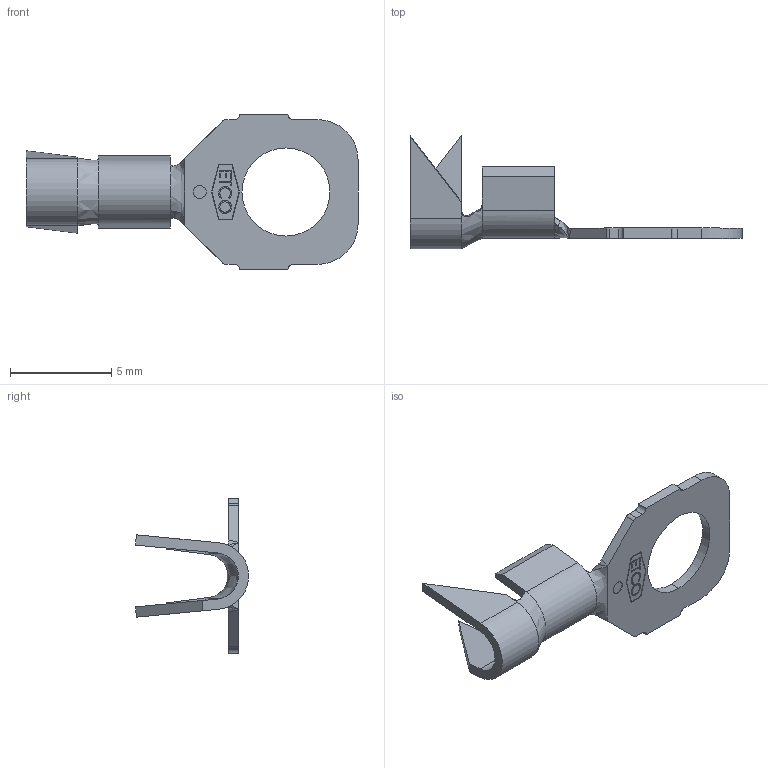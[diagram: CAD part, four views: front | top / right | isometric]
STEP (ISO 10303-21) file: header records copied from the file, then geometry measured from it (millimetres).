
FILE_DESCRIPTION (( 'STEP AP203' ), '1' );
FILE_NAME ('00608.STEP', '2015-02-05T20:25:43', ( '' ), ( '' ), 'SwSTEP 2.0', 'SolidWorks 2014', '' );
FILE_SCHEMA (( 'CONFIG_CONTROL_DESIGN' ));
Length unit declared in the file: inch
Products named in the file (1): 00608
Bounding box: 16.38 x 5.58 x 7.65 mm (x, y, z)
Volume: 49.5 mm3; surface area: 244.1 mm2
Topology: 1 solids, 1 shells, 159 faces, 423 edges, 274 vertices
Faces by surface type: plane 98, bspline 33, cylinder 20, cone 8
Entity records: 6496 total; most frequent: CARTESIAN_POINT 2704, ORIENTED_EDGE 846, DIRECTION 637, EDGE_CURVE 423, LINE 287, VECTOR 287, VERTEX_POINT 274, AXIS2_PLACEMENT_3D 175
